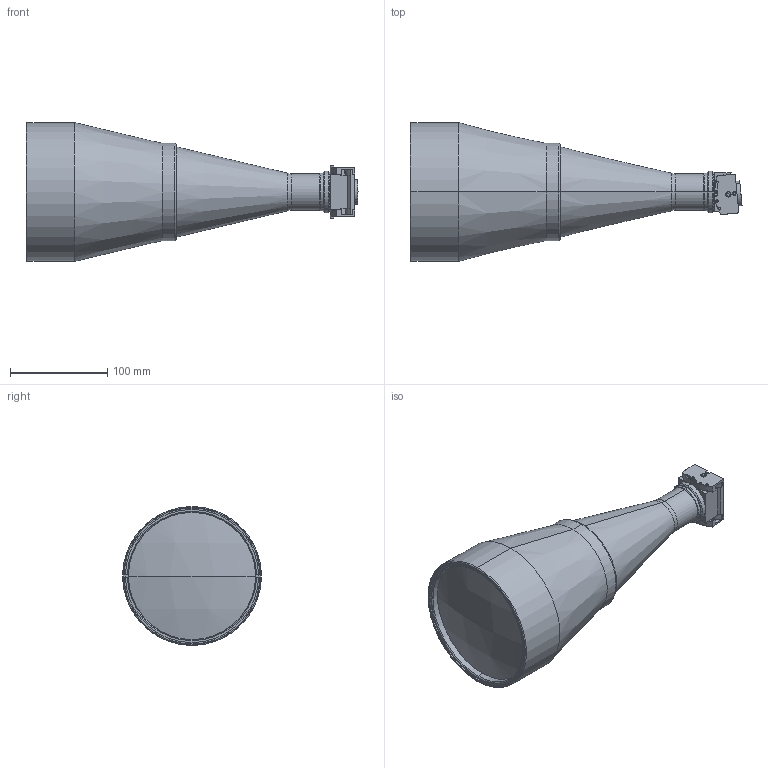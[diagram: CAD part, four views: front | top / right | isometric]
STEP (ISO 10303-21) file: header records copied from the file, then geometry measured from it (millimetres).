
FILE_DESCRIPTION (( 'STEP AP214' ), '1' );
FILE_NAME ('TCSM096.STEP', '2015-10-08T10:37:13', ( '' ), ( '' ), 'SwSTEP 2.0', 'SolidWorks 2013', '' );
FILE_SCHEMA (( 'AUTOMOTIVE_DESIGN' ));
Length unit declared in the file: millimetre
Products named in the file (1): TCSM096
Bounding box: 341.82 x 143 x 143 mm (x, y, z)
Surface area: 140922.6 mm2 (no closed solid volume)
Topology: 0 solids, 22 shells, 239 faces, 898 edges, 674 vertices
Faces by surface type: cylinder 108, plane 98, cone 21, torus 8, sphere 2, bspline 2
Entity records: 12795 total; most frequent: CARTESIAN_POINT 2352, DIRECTION 1742, ORIENTED_EDGE 1399, EDGE_CURVE 898, VERTEX_POINT 674, AXIS2_PLACEMENT_3D 659, LINE 424, VECTOR 424
